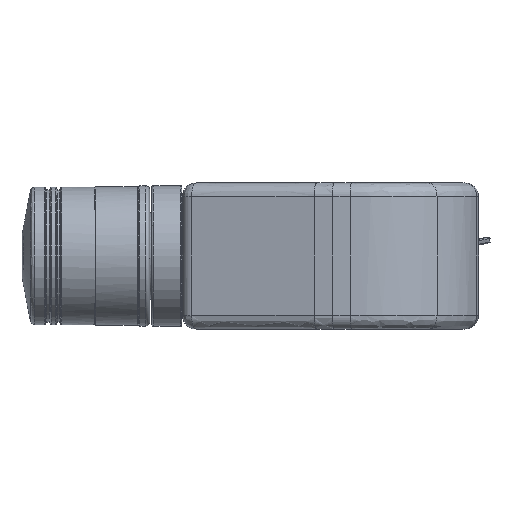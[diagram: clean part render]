
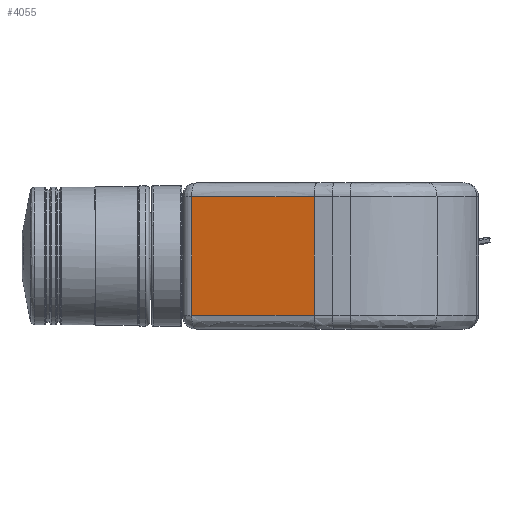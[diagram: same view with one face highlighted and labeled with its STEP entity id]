
A CAD part, left-side view. The second image highlights one B-rep face of the part: STEP entity #4055.
In plain terms, the highlighted free-form (B-spline) face has degree [1, 1] with [2, 2] control points.
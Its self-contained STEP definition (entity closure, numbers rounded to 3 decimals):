
#2575 = VERTEX_POINT('',#2576);
#2576 = CARTESIAN_POINT('',(-26.231,62.844,-13.));
#3121 = VERTEX_POINT('',#3122);
#3122 = CARTESIAN_POINT('',(-31.598,36.008,-13.));
#3152 = EDGE_CURVE('',#3121,#2575,#3153,.T.);
#3153 = B_SPLINE_CURVE_WITH_KNOTS('',1,(#3154,#3155),.UNSPECIFIED.,.F.,
  .F.,(2,2),(-1.661,1.075),.PIECEWISE_BEZIER_KNOTS.);
#3154 = CARTESIAN_POINT('',(-31.598,36.008,-13.));
#3155 = CARTESIAN_POINT('',(-26.231,62.844,-13.));
#3356 = EDGE_CURVE('',#2575,#3357,#3359,.T.);
#3357 = VERTEX_POINT('',#3358);
#3358 = CARTESIAN_POINT('',(-26.231,62.844,13.));
#3359 = B_SPLINE_CURVE_WITH_KNOTS('',1,(#3360,#3361),.UNSPECIFIED.,.F.,
  .F.,(2,2),(-1.3,1.3),.PIECEWISE_BEZIER_KNOTS.);
#3360 = CARTESIAN_POINT('',(-26.231,62.844,-13.));
#3361 = CARTESIAN_POINT('',(-26.231,62.844,13.));
#3470 = EDGE_CURVE('',#3357,#3471,#3473,.T.);
#3471 = VERTEX_POINT('',#3472);
#3472 = CARTESIAN_POINT('',(-31.598,36.008,13.));
#3473 = B_SPLINE_CURVE_WITH_KNOTS('',1,(#3474,#3475),.UNSPECIFIED.,.F.,
  .F.,(2,2),(-1.075,1.661),.PIECEWISE_BEZIER_KNOTS.);
#3474 = CARTESIAN_POINT('',(-26.231,62.844,13.));
#3475 = CARTESIAN_POINT('',(-31.598,36.008,13.));
#4044 = EDGE_CURVE('',#3121,#3471,#4045,.T.);
#4045 = B_SPLINE_CURVE_WITH_KNOTS('',1,(#4046,#4047),.UNSPECIFIED.,.F.,
  .F.,(2,2),(-1.3,1.3),.PIECEWISE_BEZIER_KNOTS.);
#4046 = CARTESIAN_POINT('',(-31.598,36.008,-13.));
#4047 = CARTESIAN_POINT('',(-31.598,36.008,13.));
#4055 = ADVANCED_FACE('',(#4056),#4062,.T.);
#4056 = FACE_BOUND('',#4057,.T.);
#4057 = EDGE_LOOP('',(#4058,#4059,#4060,#4061));
#4058 = ORIENTED_EDGE('',*,*,#3152,.F.);
#4059 = ORIENTED_EDGE('',*,*,#4044,.T.);
#4060 = ORIENTED_EDGE('',*,*,#3470,.F.);
#4061 = ORIENTED_EDGE('',*,*,#3356,.F.);
#4062 = B_SPLINE_SURFACE_WITH_KNOTS('',1,1,(
    (#4063,#4064)
    ,(#4065,#4066
    )),.UNSPECIFIED.,.F.,.F.,.F.,(2,2),(2,2),(-0.001,2.738),(
    -1.301,1.301),.PIECEWISE_BEZIER_KNOTS.);
#4063 = CARTESIAN_POINT('',(-26.229,62.854,-13.01));
#4064 = CARTESIAN_POINT('',(-26.229,62.854,13.01));
#4065 = CARTESIAN_POINT('',(-31.6,35.999,-13.01));
#4066 = CARTESIAN_POINT('',(-31.6,35.999,13.01));
